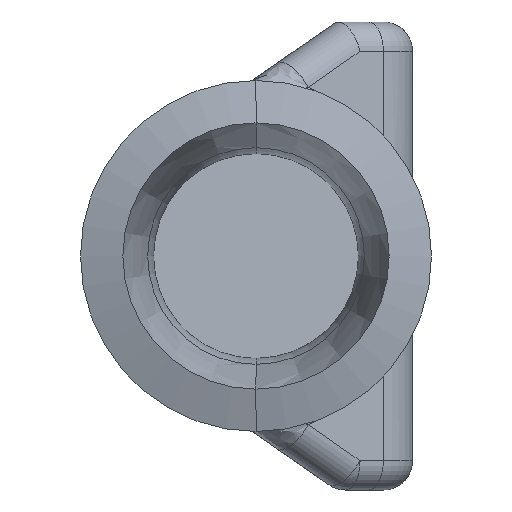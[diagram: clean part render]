
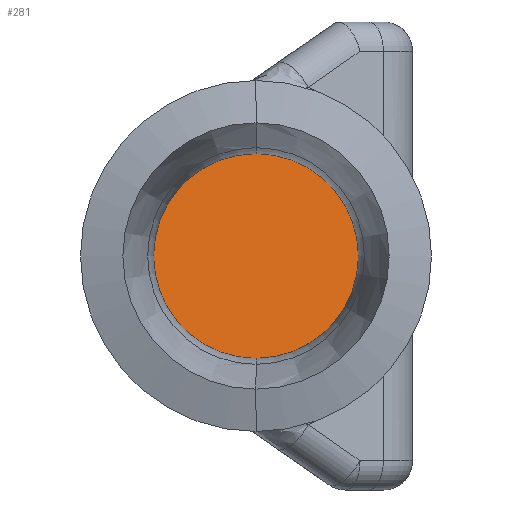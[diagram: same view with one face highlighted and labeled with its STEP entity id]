
A CAD part, left-side view. The second image highlights one B-rep face of the part: STEP entity #281.
In plain terms, the highlighted planar face has unit normal (-0.866, -0.5, 0).
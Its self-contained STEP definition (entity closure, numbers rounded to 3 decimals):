
#92 = DIRECTION ( 'NONE',  ( -0.866, -0.5, 0. ) ) ;
#190 =( BOUNDED_CURVE ( )  B_SPLINE_CURVE ( 3, ( #684, #971, #1681, #647 ),
 .UNSPECIFIED., .F., .F. ) 
 B_SPLINE_CURVE_WITH_KNOTS ( ( 4, 4 ),
 ( 4.712, 7.854 ),
 .UNSPECIFIED. ) 
 CURVE ( )  GEOMETRIC_REPRESENTATION_ITEM ( )  RATIONAL_B_SPLINE_CURVE ( ( 1., 0.333, 0.333, 1. ) ) 
 REPRESENTATION_ITEM ( '' )  );
#244 = DIRECTION ( 'NONE',  ( 0.5, -0.866, 0. ) ) ;
#281 = ADVANCED_FACE ( 'NONE', ( #1089 ), #1560, .T. ) ;
#304 = EDGE_LOOP ( 'NONE', ( #1131, #1725 ) ) ;
#387 = CARTESIAN_POINT ( 'NONE',  ( 125.489, -7., -3.5 ) ) ;
#509 = CARTESIAN_POINT ( 'NONE',  ( 124.247, -4.85, -21.258 ) ) ;
#647 = CARTESIAN_POINT ( 'NONE',  ( 121.447, 0., -3.5 ) ) ;
#652 = CARTESIAN_POINT ( 'NONE',  ( 125.489, -7., 3.5 ) ) ;
#684 = CARTESIAN_POINT ( 'NONE',  ( 121.447, 0., 3.5 ) ) ;
#833 = VERTEX_POINT ( 'NONE', #873 ) ;
#873 = CARTESIAN_POINT ( 'NONE',  ( 121.447, 0., -3.5 ) ) ;
#971 = CARTESIAN_POINT ( 'NONE',  ( 117.406, 7., 3.5 ) ) ;
#991 = VERTEX_POINT ( 'NONE', #1703 ) ;
#1089 = FACE_OUTER_BOUND ( 'NONE', #304, .T. ) ;
#1131 = ORIENTED_EDGE ( 'NONE', *, *, #1223, .T. ) ;
#1134 = AXIS2_PLACEMENT_3D ( 'NONE', #509, #92, #244 ) ;
#1223 = EDGE_CURVE ( 'NONE', #991, #833, #190, .T. ) ;
#1234 = CARTESIAN_POINT ( 'NONE',  ( 121.447, 0., -3.5 ) ) ;
#1511 =( BOUNDED_CURVE ( )  B_SPLINE_CURVE ( 3, ( #1234, #387, #652, #1814 ),
 .UNSPECIFIED., .F., .F. ) 
 B_SPLINE_CURVE_WITH_KNOTS ( ( 4, 4 ),
 ( 1.571, 4.712 ),
 .UNSPECIFIED. ) 
 CURVE ( )  GEOMETRIC_REPRESENTATION_ITEM ( )  RATIONAL_B_SPLINE_CURVE ( ( 1., 0.333, 0.333, 1. ) ) 
 REPRESENTATION_ITEM ( '' )  );
#1560 = PLANE ( 'NONE',  #1134 ) ;
#1664 = EDGE_CURVE ( 'NONE', #833, #991, #1511, .T. ) ;
#1681 = CARTESIAN_POINT ( 'NONE',  ( 117.406, 7., -3.5 ) ) ;
#1703 = CARTESIAN_POINT ( 'NONE',  ( 121.447, 0., 3.5 ) ) ;
#1725 = ORIENTED_EDGE ( 'NONE', *, *, #1664, .T. ) ;
#1814 = CARTESIAN_POINT ( 'NONE',  ( 121.447, 0., 3.5 ) ) ;
